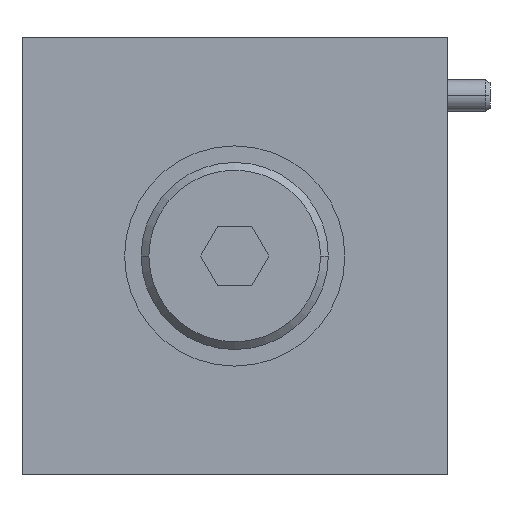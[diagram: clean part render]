
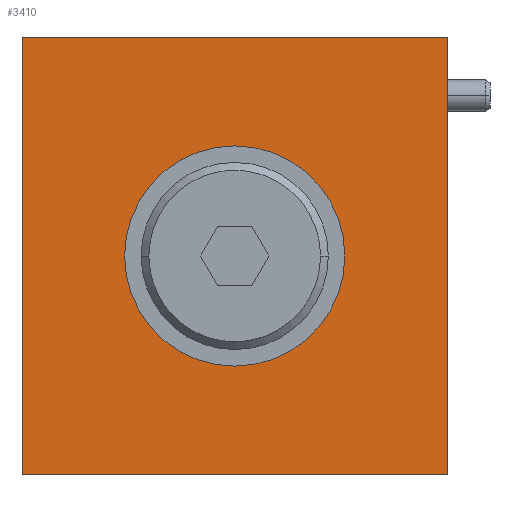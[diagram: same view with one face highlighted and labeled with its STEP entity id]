
A CAD part, left-side view. The second image highlights one B-rep face of the part: STEP entity #3410.
In plain terms, the highlighted planar face has unit normal (-1, 0, 0).
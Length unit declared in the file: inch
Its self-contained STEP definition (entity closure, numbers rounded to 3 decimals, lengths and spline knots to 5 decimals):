
#9=DIRECTION('',(0.,-1.,0.));
#10=VECTOR('',#9,1.7);
#11=CARTESIAN_POINT('',(0.,0.,0.));
#12=LINE('',#11,#10);
#542=DIRECTION('',(0.,0.,1.));
#543=VECTOR('',#542,1.75);
#544=CARTESIAN_POINT('',(0.,-1.7,0.));
#545=LINE('',#544,#543);
#922=DIRECTION('',(0.,0.,1.));
#923=VECTOR('',#922,1.75);
#924=CARTESIAN_POINT('',(0.,0.,0.));
#925=LINE('',#924,#923);
#926=CARTESIAN_POINT('',(0.,-0.85,0.875));
#927=DIRECTION('',(1.,0.,0.));
#928=DIRECTION('',(0.,0.,-1.));
#929=AXIS2_PLACEMENT_3D('',#926,#927,#928);
#931=CARTESIAN_POINT('',(0.,-0.85,0.875));
#932=DIRECTION('',(1.,0.,0.));
#933=DIRECTION('',(0.,0.,1.));
#934=AXIS2_PLACEMENT_3D('',#931,#932,#933);
#2255=DIRECTION('',(0.,-1.,0.));
#2256=VECTOR('',#2255,1.7);
#2257=CARTESIAN_POINT('',(0.,0.,1.75));
#2258=LINE('',#2257,#2256);
#2357=CARTESIAN_POINT('',(0.,0.,0.));
#2358=CARTESIAN_POINT('',(0.,-1.7,0.));
#2359=VERTEX_POINT('',#2357);
#2360=VERTEX_POINT('',#2358);
#2361=CARTESIAN_POINT('',(0.,0.,1.75));
#2362=CARTESIAN_POINT('',(0.,-1.7,1.75));
#2363=VERTEX_POINT('',#2361);
#2364=VERTEX_POINT('',#2362);
#2439=CARTESIAN_POINT('',(0.,-0.85,0.435));
#2440=CARTESIAN_POINT('',(0.,-0.85,1.315));
#2441=VERTEX_POINT('',#2439);
#2442=VERTEX_POINT('',#2440);
#3391=CARTESIAN_POINT('',(0.,0.,0.));
#3392=DIRECTION('',(-1.,0.,0.));
#3393=DIRECTION('',(0.,-1.,0.));
#3394=AXIS2_PLACEMENT_3D('',#3391,#3392,#3393);
#3395=PLANE('',#3394);
#3396=ORIENTED_EDGE('',*,*,#2682,.F.);
#3398=ORIENTED_EDGE('',*,*,#3397,.T.);
#3400=ORIENTED_EDGE('',*,*,#3399,.T.);
#3401=ORIENTED_EDGE('',*,*,#3319,.F.);
#3402=EDGE_LOOP('',(#3396,#3398,#3400,#3401));
#3403=FACE_OUTER_BOUND('',#3402,.F.);
#3405=ORIENTED_EDGE('',*,*,#3404,.F.);
#3407=ORIENTED_EDGE('',*,*,#3406,.F.);
#3408=EDGE_LOOP('',(#3405,#3407));
#3409=FACE_BOUND('',#3408,.F.);
#3410=ADVANCED_FACE('',(#3403,#3409),#3395,.T.);
#930=CIRCLE('',#929,0.44);
#935=CIRCLE('',#934,0.44);
#2682=EDGE_CURVE('',#2359,#2360,#12,.T.);
#3319=EDGE_CURVE('',#2360,#2364,#545,.T.);
#3397=EDGE_CURVE('',#2359,#2363,#925,.T.);
#3399=EDGE_CURVE('',#2363,#2364,#2258,.T.);
#3404=EDGE_CURVE('',#2441,#2442,#930,.T.);
#3406=EDGE_CURVE('',#2442,#2441,#935,.T.);
